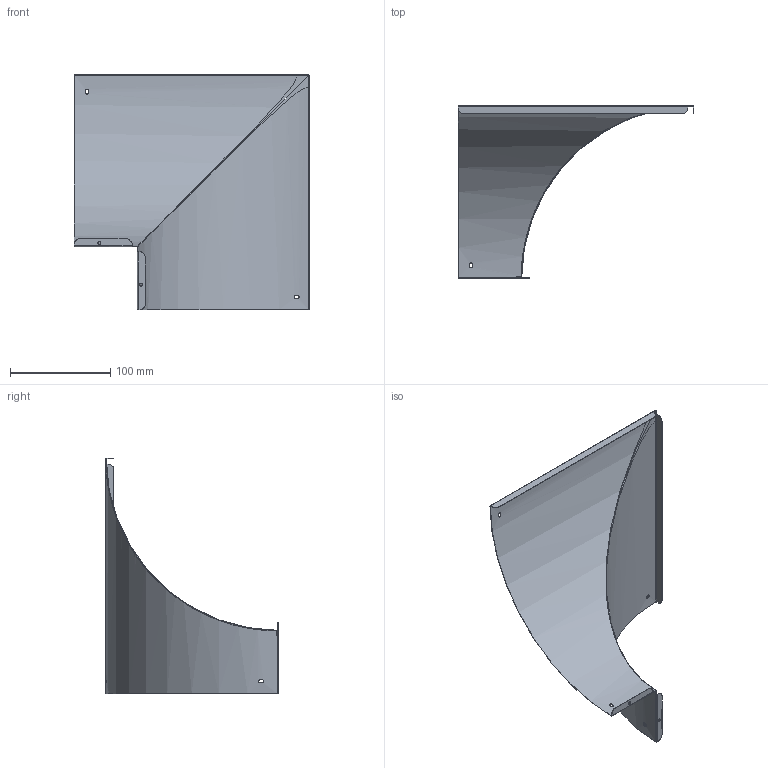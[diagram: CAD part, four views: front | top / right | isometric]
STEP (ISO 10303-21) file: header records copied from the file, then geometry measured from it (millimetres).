
FILE_DESCRIPTION((''),'2;1');
FILE_NAME('ME50004.stp','2014-03-05T14:50:42',(''),(''),'Autodesk Inventor 2013','Autodesk Inventor 2013','');
FILE_SCHEMA(('AUTOMOTIVE_DESIGN { 1 2 10303 214 0 1 1 1 }'));
Length unit declared in the file: millimetre
Products named in the file (3): ME50004; 115009; 115010
Assembly tree (2 placements, depth 2):
  ME50004
    115009
    115010
Bounding box: 235 x 172.3 x 235 mm (x, y, z)
Volume: 35712.8 mm3; surface area: 144260.6 mm2
Topology: 2 solids, 2 shells, 86 faces, 221 edges, 139 vertices
Faces by surface type: plane 40, cylinder 32, bspline 14
Full cylindrical faces by diameter (mm): 3 x2
Entity records: 3375 total; most frequent: CARTESIAN_POINT 1271, ORIENTED_EDGE 438, DIRECTION 395, EDGE_CURVE 219, AXIS2_PLACEMENT_3D 145, VERTEX_POINT 139, VECTOR 105, LINE 105
